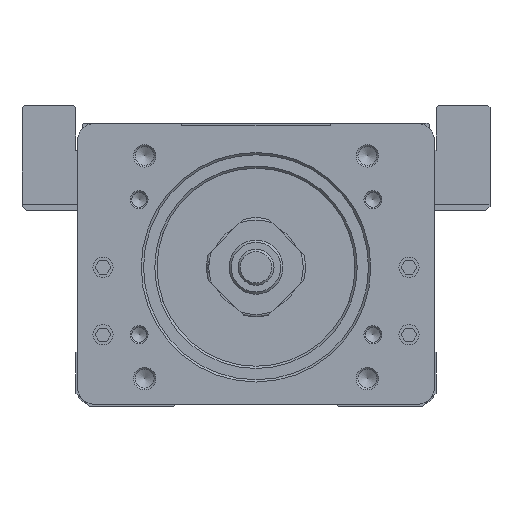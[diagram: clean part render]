
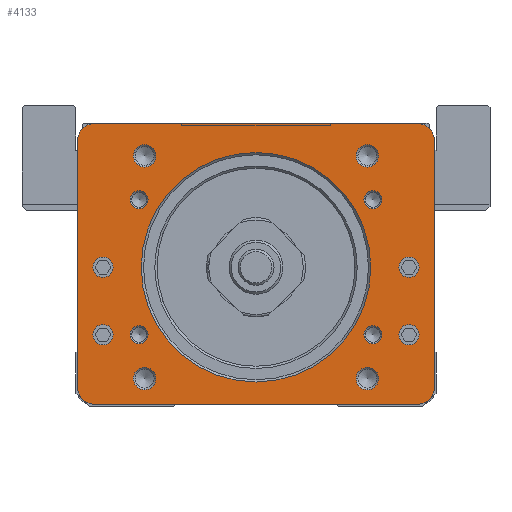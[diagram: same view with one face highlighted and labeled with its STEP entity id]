
A CAD part, front view. The second image highlights one B-rep face of the part: STEP entity #4133.
In plain terms, the highlighted planar face has unit normal (0, -1, 0).
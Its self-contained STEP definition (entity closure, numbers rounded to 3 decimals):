
#1641=FACE_BOUND('',#8540,.T.);
#1642=FACE_BOUND('',#8541,.T.);
#1643=FACE_BOUND('',#8542,.T.);
#1644=FACE_BOUND('',#8543,.T.);
#1645=FACE_BOUND('',#8544,.T.);
#1646=FACE_BOUND('',#8545,.T.);
#1647=FACE_BOUND('',#8546,.T.);
#1648=FACE_BOUND('',#8547,.T.);
#1649=FACE_BOUND('',#8548,.T.);
#1650=FACE_BOUND('',#8549,.T.);
#1651=FACE_BOUND('',#8550,.T.);
#1652=FACE_BOUND('',#8551,.T.);
#1653=FACE_BOUND('',#8552,.T.);
#1654=FACE_BOUND('',#8553,.T.);
#2523=CIRCLE('',#31228,4.);
#2524=CIRCLE('',#31230,4.);
#2525=CIRCLE('',#31232,2.);
#2526=CIRCLE('',#31234,2.);
#2527=CIRCLE('',#31236,2.);
#2528=CIRCLE('',#31238,2.);
#2529=CIRCLE('',#31240,2.5);
#2530=CIRCLE('',#31242,2.5);
#2531=CIRCLE('',#31244,2.5);
#2532=CIRCLE('',#31246,2.5);
#2533=CIRCLE('',#31248,25.5);
#2538=CIRCLE('',#31257,2.25);
#2540=CIRCLE('',#31260,2.25);
#2542=CIRCLE('',#31263,2.25);
#2544=CIRCLE('',#31266,2.25);
#2585=CIRCLE('',#31353,4.);
#2587=CIRCLE('',#31356,4.);
#4133=ADVANCED_FACE('',(#1641,#1642,#1643,#1644,#1645,#1646,#1647,#1648,
#1649,#1650,#1651,#1652,#1653,#1654),#5418,.T.);
#5418=PLANE('',#31357);
#8540=EDGE_LOOP('',(#15180));
#8541=EDGE_LOOP('',(#15181));
#8542=EDGE_LOOP('',(#15182));
#8543=EDGE_LOOP('',(#15183));
#8544=EDGE_LOOP('',(#15184));
#8545=EDGE_LOOP('',(#15185));
#8546=EDGE_LOOP('',(#15186));
#8547=EDGE_LOOP('',(#15187));
#8548=EDGE_LOOP('',(#15188));
#8549=EDGE_LOOP('',(#15189));
#8550=EDGE_LOOP('',(#15190));
#8551=EDGE_LOOP('',(#15191));
#8552=EDGE_LOOP('',(#15192));
#8553=EDGE_LOOP('',(#15193,#15194,#15195,#15196,#15197,#15198,#15199,#15200));
#15180=ORIENTED_EDGE('',*,*,#22730,.T.);
#15181=ORIENTED_EDGE('',*,*,#22729,.T.);
#15182=ORIENTED_EDGE('',*,*,#22728,.T.);
#15183=ORIENTED_EDGE('',*,*,#22727,.T.);
#15184=ORIENTED_EDGE('',*,*,#22726,.T.);
#15185=ORIENTED_EDGE('',*,*,#22725,.T.);
#15186=ORIENTED_EDGE('',*,*,#22724,.T.);
#15187=ORIENTED_EDGE('',*,*,#22723,.T.);
#15188=ORIENTED_EDGE('',*,*,#22722,.T.);
#15189=ORIENTED_EDGE('',*,*,#22742,.T.);
#15190=ORIENTED_EDGE('',*,*,#22740,.T.);
#15191=ORIENTED_EDGE('',*,*,#22738,.T.);
#15192=ORIENTED_EDGE('',*,*,#22736,.T.);
#15193=ORIENTED_EDGE('',*,*,#22856,.T.);
#15194=ORIENTED_EDGE('',*,*,#22859,.T.);
#15195=ORIENTED_EDGE('',*,*,#22860,.T.);
#15196=ORIENTED_EDGE('',*,*,#22840,.T.);
#15197=ORIENTED_EDGE('',*,*,#22720,.T.);
#15198=ORIENTED_EDGE('',*,*,#22784,.T.);
#15199=ORIENTED_EDGE('',*,*,#22717,.T.);
#15200=ORIENTED_EDGE('',*,*,#22833,.T.);
#19078=VERTEX_POINT('',#47801);
#19079=VERTEX_POINT('',#47803);
#19080=VERTEX_POINT('',#47807);
#19081=VERTEX_POINT('',#47809);
#19082=VERTEX_POINT('',#47813);
#19083=VERTEX_POINT('',#47816);
#19084=VERTEX_POINT('',#47819);
#19085=VERTEX_POINT('',#47822);
#19086=VERTEX_POINT('',#47825);
#19087=VERTEX_POINT('',#47828);
#19088=VERTEX_POINT('',#47831);
#19089=VERTEX_POINT('',#47834);
#19090=VERTEX_POINT('',#47837);
#19095=VERTEX_POINT('',#47852);
#19097=VERTEX_POINT('',#47857);
#19099=VERTEX_POINT('',#47862);
#19101=VERTEX_POINT('',#47867);
#19159=VERTEX_POINT('',#48159);
#19164=VERTEX_POINT('',#48173);
#19175=VERTEX_POINT('',#48205);
#19177=VERTEX_POINT('',#48211);
#22717=EDGE_CURVE('',#19079,#19078,#2523,.T.);
#22720=EDGE_CURVE('',#19081,#19080,#2524,.T.);
#22722=EDGE_CURVE('',#19082,#19082,#2525,.T.);
#22723=EDGE_CURVE('',#19083,#19083,#2526,.T.);
#22724=EDGE_CURVE('',#19084,#19084,#2527,.T.);
#22725=EDGE_CURVE('',#19085,#19085,#2528,.T.);
#22726=EDGE_CURVE('',#19086,#19086,#2529,.T.);
#22727=EDGE_CURVE('',#19087,#19087,#2530,.T.);
#22728=EDGE_CURVE('',#19088,#19088,#2531,.T.);
#22729=EDGE_CURVE('',#19089,#19089,#2532,.T.);
#22730=EDGE_CURVE('',#19090,#19090,#2533,.T.);
#22736=EDGE_CURVE('',#19095,#19095,#2538,.T.);
#22738=EDGE_CURVE('',#19097,#19097,#2540,.T.);
#22740=EDGE_CURVE('',#19099,#19099,#2542,.T.);
#22742=EDGE_CURVE('',#19101,#19101,#2544,.T.);
#22784=EDGE_CURVE('',#19080,#19079,#25947,.T.);
#22833=EDGE_CURVE('',#19078,#19159,#25972,.T.);
#22840=EDGE_CURVE('',#19164,#19081,#25979,.T.);
#22856=EDGE_CURVE('',#19159,#19175,#2585,.T.);
#22859=EDGE_CURVE('',#19175,#19177,#25992,.T.);
#22860=EDGE_CURVE('',#19177,#19164,#2587,.T.);
#25947=LINE('',#48012,#28825);
#25972=LINE('',#48160,#28850);
#25979=LINE('',#48172,#28857);
#25992=LINE('',#48210,#28870);
#28825=VECTOR('',#38029,1.);
#28850=VECTOR('',#38148,1.);
#28857=VECTOR('',#38157,1.);
#28870=VECTOR('',#38194,1.);
#31228=AXIS2_PLACEMENT_3D('',#47802,#37868,#37869);
#31230=AXIS2_PLACEMENT_3D('',#47808,#37874,#37875);
#31232=AXIS2_PLACEMENT_3D('',#47812,#37879,#37880);
#31234=AXIS2_PLACEMENT_3D('',#47815,#37883,#37884);
#31236=AXIS2_PLACEMENT_3D('',#47818,#37887,#37888);
#31238=AXIS2_PLACEMENT_3D('',#47821,#37891,#37892);
#31240=AXIS2_PLACEMENT_3D('',#47824,#37895,#37896);
#31242=AXIS2_PLACEMENT_3D('',#47827,#37899,#37900);
#31244=AXIS2_PLACEMENT_3D('',#47830,#37903,#37904);
#31246=AXIS2_PLACEMENT_3D('',#47833,#37907,#37908);
#31248=AXIS2_PLACEMENT_3D('',#47836,#37911,#37912);
#31257=AXIS2_PLACEMENT_3D('',#47851,#37930,#37931);
#31260=AXIS2_PLACEMENT_3D('',#47856,#37936,#37937);
#31263=AXIS2_PLACEMENT_3D('',#47861,#37942,#37943);
#31266=AXIS2_PLACEMENT_3D('',#47866,#37948,#37949);
#31353=AXIS2_PLACEMENT_3D('',#48204,#38187,#38188);
#31356=AXIS2_PLACEMENT_3D('',#48212,#38195,#38196);
#31357=AXIS2_PLACEMENT_3D('',#48213,#38197,#38198);
#37868=DIRECTION('',(0.,-1.,0.));
#37869=DIRECTION('',(1.,0.,0.));
#37874=DIRECTION('',(0.,-1.,0.));
#37875=DIRECTION('',(1.,0.,0.));
#37879=DIRECTION('',(0.,1.,0.));
#37880=DIRECTION('',(0.,0.,-1.));
#37883=DIRECTION('',(0.,1.,0.));
#37884=DIRECTION('',(0.,0.,-1.));
#37887=DIRECTION('',(0.,1.,0.));
#37888=DIRECTION('',(0.,0.,-1.));
#37891=DIRECTION('',(0.,1.,0.));
#37892=DIRECTION('',(0.,0.,-1.));
#37895=DIRECTION('',(0.,1.,0.));
#37896=DIRECTION('',(0.,0.,-1.));
#37899=DIRECTION('',(0.,1.,0.));
#37900=DIRECTION('',(0.,0.,-1.));
#37903=DIRECTION('',(0.,1.,0.));
#37904=DIRECTION('',(0.,0.,-1.));
#37907=DIRECTION('',(0.,1.,0.));
#37908=DIRECTION('',(0.,0.,-1.));
#37911=DIRECTION('',(0.,1.,0.));
#37912=DIRECTION('',(0.,0.,-1.));
#37930=DIRECTION('',(0.,1.,0.));
#37931=DIRECTION('',(0.,0.,-1.));
#37936=DIRECTION('',(0.,1.,0.));
#37937=DIRECTION('',(0.,0.,-1.));
#37942=DIRECTION('',(0.,1.,0.));
#37943=DIRECTION('',(0.,0.,-1.));
#37948=DIRECTION('',(0.,1.,0.));
#37949=DIRECTION('',(0.,0.,-1.));
#38029=DIRECTION('',(-1.,0.,0.));
#38148=DIRECTION('',(0.,0.,-1.));
#38157=DIRECTION('',(0.,0.,1.));
#38187=DIRECTION('',(0.,-1.,0.));
#38188=DIRECTION('',(1.,0.,0.));
#38194=DIRECTION('',(1.,0.,0.));
#38195=DIRECTION('',(0.,-1.,0.));
#38196=DIRECTION('',(1.,0.,0.));
#38197=DIRECTION('',(0.,-1.,0.));
#38198=DIRECTION('',(0.,0.,1.));
#47801=CARTESIAN_POINT('',(-39.7,-243.7,40.));
#47802=CARTESIAN_POINT('',(-35.7,-243.7,40.));
#47803=CARTESIAN_POINT('',(-35.7,-243.7,44.));
#47807=CARTESIAN_POINT('',(35.7,-243.7,44.));
#47808=CARTESIAN_POINT('',(35.7,-243.7,40.));
#47809=CARTESIAN_POINT('',(39.7,-243.7,40.));
#47812=CARTESIAN_POINT('',(-25.981,-243.7,27.));
#47813=CARTESIAN_POINT('',(-25.981,-243.7,25.));
#47815=CARTESIAN_POINT('',(-25.981,-243.7,-3.));
#47816=CARTESIAN_POINT('',(-25.981,-243.7,-5.));
#47818=CARTESIAN_POINT('',(25.981,-243.7,27.));
#47819=CARTESIAN_POINT('',(25.981,-243.7,25.));
#47821=CARTESIAN_POINT('',(25.981,-243.7,-3.));
#47822=CARTESIAN_POINT('',(25.981,-243.7,-5.));
#47824=CARTESIAN_POINT('',(24.749,-243.7,36.749));
#47825=CARTESIAN_POINT('',(24.749,-243.7,34.249));
#47827=CARTESIAN_POINT('',(24.749,-243.7,-12.749));
#47828=CARTESIAN_POINT('',(24.749,-243.7,-15.249));
#47830=CARTESIAN_POINT('',(-24.749,-243.7,-12.749));
#47831=CARTESIAN_POINT('',(-24.749,-243.7,-15.249));
#47833=CARTESIAN_POINT('',(-24.749,-243.7,36.749));
#47834=CARTESIAN_POINT('',(-24.749,-243.7,34.249));
#47836=CARTESIAN_POINT('',(0.,-243.7,12.));
#47837=CARTESIAN_POINT('',(0.,-243.7,-13.5));
#47851=CARTESIAN_POINT('',(34.,-243.7,12.));
#47852=CARTESIAN_POINT('',(34.,-243.7,9.75));
#47856=CARTESIAN_POINT('',(34.,-243.7,-3.));
#47857=CARTESIAN_POINT('',(34.,-243.7,-5.25));
#47861=CARTESIAN_POINT('',(-34.,-243.7,12.));
#47862=CARTESIAN_POINT('',(-34.,-243.7,9.75));
#47866=CARTESIAN_POINT('',(-34.,-243.7,-3.));
#47867=CARTESIAN_POINT('',(-34.,-243.7,-5.25));
#48012=CARTESIAN_POINT('',(35.7,-243.7,44.));
#48159=CARTESIAN_POINT('',(-39.7,-243.7,-14.5));
#48160=CARTESIAN_POINT('',(-39.7,-243.7,40.));
#48172=CARTESIAN_POINT('',(39.7,-243.7,-14.5));
#48173=CARTESIAN_POINT('',(39.7,-243.7,-14.5));
#48204=CARTESIAN_POINT('',(-35.7,-243.7,-14.5));
#48205=CARTESIAN_POINT('',(-35.7,-243.7,-18.5));
#48210=CARTESIAN_POINT('',(-35.7,-243.7,-18.5));
#48211=CARTESIAN_POINT('',(35.7,-243.7,-18.5));
#48212=CARTESIAN_POINT('',(35.7,-243.7,-14.5));
#48213=CARTESIAN_POINT('',(-35.7,-243.7,-14.5));
